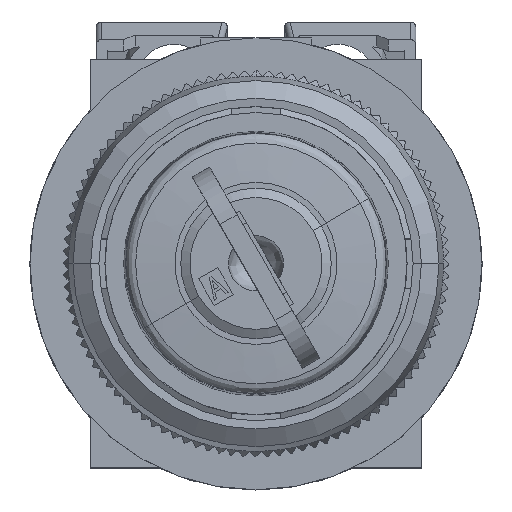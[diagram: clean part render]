
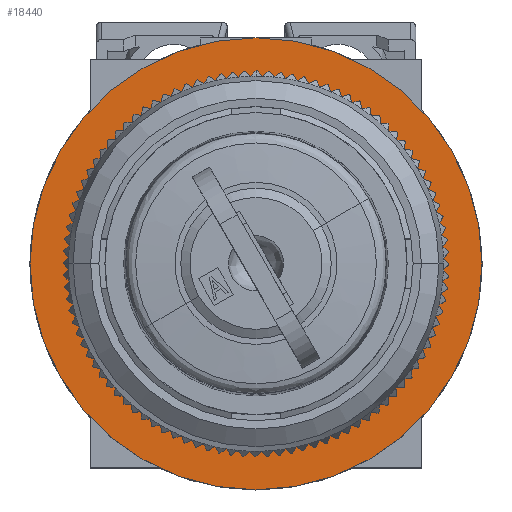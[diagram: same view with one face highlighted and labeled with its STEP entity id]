
A CAD part, top view. The second image highlights one B-rep face of the part: STEP entity #18440.
In plain terms, the highlighted planar face has unit normal (0, 0, 1).
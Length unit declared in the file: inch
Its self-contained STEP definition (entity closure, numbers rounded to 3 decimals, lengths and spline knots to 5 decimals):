
#417 = VERTEX_POINT ( 'NONE', #49917 ) ;
#1060 = DIRECTION ( 'NONE',  ( 0., 0., -1. ) ) ;
#3341 = DIRECTION ( 'NONE',  ( 1., 0., 0. ) ) ;
#4843 = EDGE_CURVE ( 'NONE', #29778, #12476, #54817, .T. ) ;
#11219 = FACE_BOUND ( 'NONE', #17042, .T. ) ;
#11495 = ORIENTED_EDGE ( 'NONE', *, *, #4843, .T. ) ;
#12476 = VERTEX_POINT ( 'NONE', #60474 ) ;
#14234 = AXIS2_PLACEMENT_3D ( 'NONE', #32016, #58121, #31784 ) ;
#14645 = EDGE_LOOP ( 'NONE', ( #50029, #68139 ) ) ;
#14925 = DIRECTION ( 'NONE',  ( 0., 0., 1. ) ) ;
#17042 = EDGE_LOOP ( 'NONE', ( #60332, #11495 ) ) ;
#18440 = ADVANCED_FACE ( 'NONE', ( #11219, #52903 ), #36495, .T. ) ;
#19554 = CARTESIAN_POINT ( 'NONE',  ( -0.80709, 0., 0.23622 ) ) ;
#21416 = EDGE_CURVE ( 'NONE', #12476, #29778, #57920, .T. ) ;
#21750 = CARTESIAN_POINT ( 'NONE',  ( 0., 0., 0.23622 ) ) ;
#25417 = CIRCLE ( 'NONE', #30934, 0.80709 ) ;
#27664 = DIRECTION ( 'NONE',  ( -1., 0., 0. ) ) ;
#28857 = DIRECTION ( 'NONE',  ( -1., 0., 0. ) ) ;
#29778 = VERTEX_POINT ( 'NONE', #65148 ) ;
#30934 = AXIS2_PLACEMENT_3D ( 'NONE', #21750, #37818, #27664 ) ;
#31784 = DIRECTION ( 'NONE',  ( -1., 0., 0. ) ) ;
#32016 = CARTESIAN_POINT ( 'NONE',  ( 0., 0., 0.23622 ) ) ;
#35824 = CARTESIAN_POINT ( 'NONE',  ( 0., 0., 0.23622 ) ) ;
#36495 = PLANE ( 'NONE',  #54489 ) ;
#37088 = CARTESIAN_POINT ( 'NONE',  ( 0., 0., 0.23622 ) ) ;
#37818 = DIRECTION ( 'NONE',  ( 0., 0., 1. ) ) ;
#38018 = DIRECTION ( 'NONE',  ( -1., 0., 0. ) ) ;
#49206 = CIRCLE ( 'NONE', #66100, 0.80709 ) ;
#49917 = CARTESIAN_POINT ( 'NONE',  ( 0.80709, 0., 0.23622 ) ) ;
#50029 = ORIENTED_EDGE ( 'NONE', *, *, #54462, .T. ) ;
#52903 = FACE_OUTER_BOUND ( 'NONE', #14645, .T. ) ;
#53771 = AXIS2_PLACEMENT_3D ( 'NONE', #66285, #1060, #28857 ) ;
#54462 = EDGE_CURVE ( 'NONE', #61376, #417, #49206, .T. ) ;
#54489 = AXIS2_PLACEMENT_3D ( 'NONE', #35824, #14925, #3341 ) ;
#54817 = CIRCLE ( 'NONE', #14234, 0.62598 ) ;
#57283 = EDGE_CURVE ( 'NONE', #417, #61376, #25417, .T. ) ;
#57920 = CIRCLE ( 'NONE', #53771, 0.62598 ) ;
#58121 = DIRECTION ( 'NONE',  ( 0., 0., -1. ) ) ;
#59209 = DIRECTION ( 'NONE',  ( 0., 0., 1. ) ) ;
#60332 = ORIENTED_EDGE ( 'NONE', *, *, #21416, .T. ) ;
#60474 = CARTESIAN_POINT ( 'NONE',  ( -0.62598, 0., 0.23622 ) ) ;
#61376 = VERTEX_POINT ( 'NONE', #19554 ) ;
#65148 = CARTESIAN_POINT ( 'NONE',  ( 0.62598, 0., 0.23622 ) ) ;
#66100 = AXIS2_PLACEMENT_3D ( 'NONE', #37088, #59209, #38018 ) ;
#66285 = CARTESIAN_POINT ( 'NONE',  ( 0., 0., 0.23622 ) ) ;
#68139 = ORIENTED_EDGE ( 'NONE', *, *, #57283, .T. ) ;
